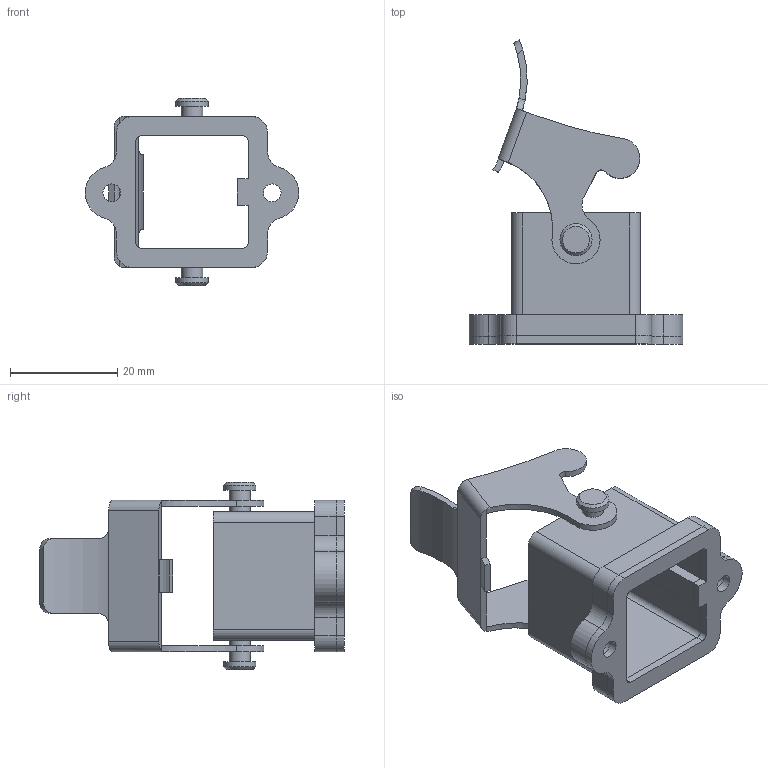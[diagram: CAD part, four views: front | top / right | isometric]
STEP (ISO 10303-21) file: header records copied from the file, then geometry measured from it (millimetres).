
FILE_DESCRIPTION (( 'STEP AP214' ), '1' );
FILE_NAME ('ZP-MC03A-2-SBHM.STEP', '2011-11-02T14:26:02', ( '.ADC' ), ( 'ADC' ), 'SwSTEP 2.0', 'SolidWorks 2011', '' );
FILE_SCHEMA (( 'AUTOMOTIVE_DESIGN' ));
Length unit declared in the file: millimetre
Products named in the file (1): ZP-MC03A-2-SBHM
Bounding box: 39.86 x 56.87 x 35 mm (x, y, z)
Volume: 6494.8 mm3; surface area: 9086.8 mm2
Topology: 2 solids, 2 shells, 133 faces, 362 edges, 240 vertices
Faces by surface type: cylinder 69, plane 59, cone 3, torus 2
Full cylindrical faces by diameter (mm): 3 x1, 3.3 x4, 4 x4, 6 x2
Entity records: 5251 total; most frequent: CARTESIAN_POINT 884, DIRECTION 730, ORIENTED_EDGE 690, EDGE_CURVE 345, AXIS2_PLACEMENT_3D 269, VERTEX_POINT 237, VECTOR 192, LINE 192
